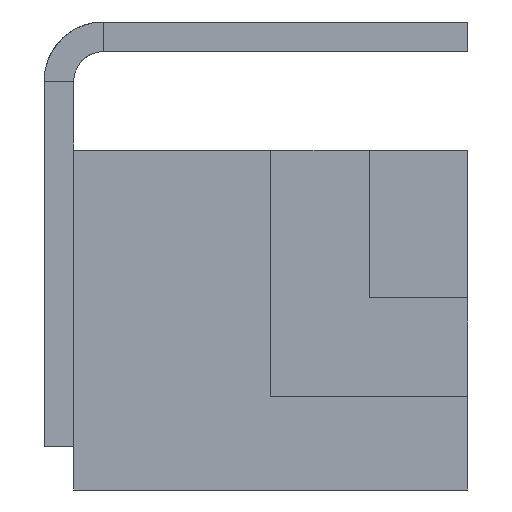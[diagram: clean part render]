
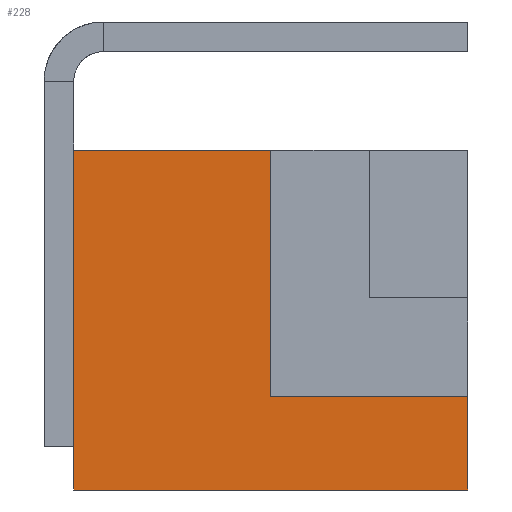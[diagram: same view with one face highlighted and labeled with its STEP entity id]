
A CAD part, front view. The second image highlights one B-rep face of the part: STEP entity #228.
In plain terms, the highlighted planar face has unit normal (0, -1, 0).
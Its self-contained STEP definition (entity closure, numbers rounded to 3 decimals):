
#228=ADVANCED_FACE('',(#3500),#3502,.F.);
#3500=FACE_BOUND('',#3501,.T.);
#3501=EDGE_LOOP('',(#8744,#8745,#8746,#8747,#8748,#8749,#8750));
#3502=PLANE('',#3503);
#3503=AXIS2_PLACEMENT_3D('',#3504,#3505,#3506);
#3504=CARTESIAN_POINT('',(-2.,-5.,3.45));
#3505=DIRECTION('',(0.,1.,0.));
#3506=DIRECTION('',(0.,-0.,1.));
#8744=ORIENTED_EDGE('',*,*,#10686,.F.);
#8745=ORIENTED_EDGE('',*,*,#10687,.F.);
#8746=ORIENTED_EDGE('',*,*,#10651,.F.);
#8747=ORIENTED_EDGE('',*,*,#10688,.T.);
#8748=ORIENTED_EDGE('',*,*,#10663,.T.);
#8749=ORIENTED_EDGE('',*,*,#10689,.T.);
#8750=ORIENTED_EDGE('',*,*,#10640,.F.);
#10640=EDGE_CURVE('',#11660,#11662,#11663,.T.);
#10651=EDGE_CURVE('',#11682,#11680,#11684,.T.);
#10663=EDGE_CURVE('',#11617,#11703,#11705,.T.);
#10686=EDGE_CURVE('',#11735,#11660,#11736,.T.);
#10687=EDGE_CURVE('',#11680,#11735,#11737,.T.);
#10688=EDGE_CURVE('',#11682,#11617,#11738,.T.);
#10689=EDGE_CURVE('',#11703,#11662,#11739,.T.);
#11617=VERTEX_POINT('',#13278);
#11660=VERTEX_POINT('',#13366);
#11662=VERTEX_POINT('',#13370);
#11663=LINE('',#13371,#13372);
#11680=VERTEX_POINT('',#13406);
#11682=VERTEX_POINT('',#13410);
#11684=LINE('',#13414,#13415);
#11703=VERTEX_POINT('',#13455);
#11705=LINE('',#13459,#13460);
#11735=VERTEX_POINT('',#13535);
#11736=LINE('',#13536,#13537);
#11737=LINE('',#13539,#13540);
#11738=LINE('',#13542,#13543);
#11739=LINE('',#13545,#13546);
#13278=CARTESIAN_POINT('',(-2.,-5.,3.45));
#13366=CARTESIAN_POINT('',(2.,-5.,0.95));
#13370=CARTESIAN_POINT('',(2.,-5.,0.));
#13371=CARTESIAN_POINT('',(2.,-5.,0.95));
#13372=VECTOR('',#13373,1.);
#13373=DIRECTION('',(0.,0.,-1.));
#13406=CARTESIAN_POINT('',(0.,-5.,3.45));
#13410=CARTESIAN_POINT('',(-2.,-5.,3.45));
#13414=CARTESIAN_POINT('',(-2.,-5.,3.45));
#13415=VECTOR('',#13416,1.);
#13416=DIRECTION('',(1.,0.,0.));
#13455=CARTESIAN_POINT('',(-2.,-5.,0.));
#13459=CARTESIAN_POINT('',(-2.,-5.,3.45));
#13460=VECTOR('',#13461,1.);
#13461=DIRECTION('',(0.,0.,-1.));
#13535=CARTESIAN_POINT('',(0.,-5.,0.95));
#13536=CARTESIAN_POINT('',(0.,-5.,0.95));
#13537=VECTOR('',#13538,1.);
#13538=DIRECTION('',(1.,0.,0.));
#13539=CARTESIAN_POINT('',(0.,-5.,3.45));
#13540=VECTOR('',#13541,1.);
#13541=DIRECTION('',(0.,0.,-1.));
#13542=CARTESIAN_POINT('',(-2.,-5.,3.45));
#13543=VECTOR('',#13544,1.);
#13544=DIRECTION('',(0.,0.,-1.));
#13545=CARTESIAN_POINT('',(-2.,-5.,0.));
#13546=VECTOR('',#13547,1.);
#13547=DIRECTION('',(1.,0.,0.));
